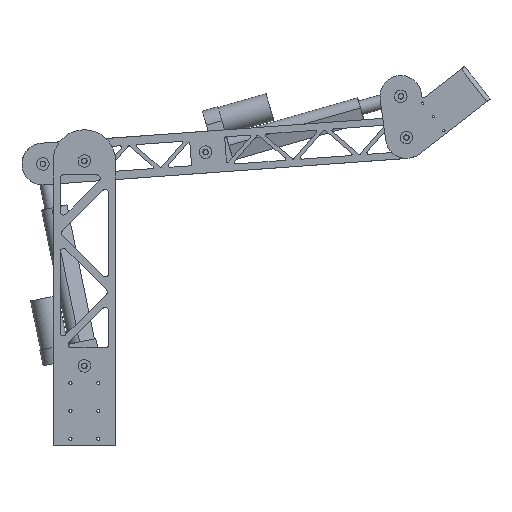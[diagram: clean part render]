
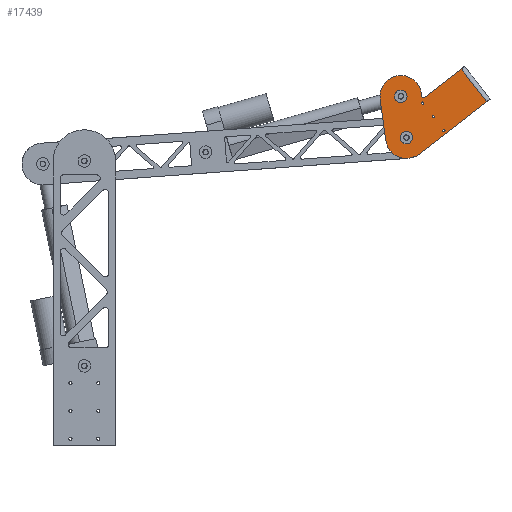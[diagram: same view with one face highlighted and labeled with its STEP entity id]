
A CAD part, left-side view. The second image highlights one B-rep face of the part: STEP entity #17439.
In plain terms, the highlighted face is planar.
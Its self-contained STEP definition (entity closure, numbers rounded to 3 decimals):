
#480=FACE_BOUND('',#2900,.T.);
#481=FACE_BOUND('',#2901,.T.);
#482=FACE_BOUND('',#2902,.T.);
#483=FACE_BOUND('',#2903,.T.);
#484=FACE_BOUND('',#2904,.T.);
#890=PLANE('',#19276);
#1731=FACE_OUTER_BOUND('',#2899,.T.);
#2899=EDGE_LOOP('',(#15918,#15919,#15920,#15921,#15922,#15923,#15924,#15925));
#2900=EDGE_LOOP('',(#15926));
#2901=EDGE_LOOP('',(#15927));
#2902=EDGE_LOOP('',(#15928));
#2903=EDGE_LOOP('',(#15929));
#2904=EDGE_LOOP('',(#15930));
#4512=LINE('',#29319,#6117);
#4532=LINE('',#29372,#6137);
#4538=LINE('',#29389,#6143);
#4539=LINE('',#29392,#6144);
#4540=LINE('',#29395,#6145);
#6117=VECTOR('',#24157,1000.);
#6137=VECTOR('',#24211,1000.);
#6143=VECTOR('',#24231,1000.);
#6144=VECTOR('',#24234,1000.);
#6145=VECTOR('',#24237,1000.);
#6997=CIRCLE('',#19207,1.6);
#6999=CIRCLE('',#19210,1.6);
#7001=CIRCLE('',#19213,1.6);
#7013=CIRCLE('',#19231,8.);
#7015=CIRCLE('',#19234,8.);
#7025=CIRCLE('',#19249,30.);
#7038=CIRCLE('',#19277,30.);
#7039=CIRCLE('',#19278,2.);
#8605=VERTEX_POINT('',#29210);
#8607=VERTEX_POINT('',#29216);
#8609=VERTEX_POINT('',#29222);
#8621=VERTEX_POINT('',#29258);
#8623=VERTEX_POINT('',#29264);
#8638=VERTEX_POINT('',#29301);
#8639=VERTEX_POINT('',#29303);
#8644=VERTEX_POINT('',#29316);
#8645=VERTEX_POINT('',#29318);
#8660=VERTEX_POINT('',#29367);
#8665=VERTEX_POINT('',#29388);
#8666=VERTEX_POINT('',#29391);
#8667=VERTEX_POINT('',#29393);
#11015=EDGE_CURVE('',#8605,#8605,#6997,.T.);
#11018=EDGE_CURVE('',#8607,#8607,#6999,.T.);
#11021=EDGE_CURVE('',#8609,#8609,#7001,.T.);
#11039=EDGE_CURVE('',#8621,#8621,#7013,.T.);
#11042=EDGE_CURVE('',#8623,#8623,#7015,.T.);
#11059=EDGE_CURVE('',#8639,#8638,#7025,.T.);
#11066=EDGE_CURVE('',#8644,#8645,#4512,.T.);
#11095=EDGE_CURVE('',#8645,#8660,#4532,.T.);
#11103=EDGE_CURVE('',#8638,#8665,#4538,.T.);
#11104=EDGE_CURVE('',#8665,#8660,#7038,.T.);
#11105=EDGE_CURVE('',#8666,#8644,#4539,.T.);
#11106=EDGE_CURVE('',#8666,#8667,#7039,.T.);
#11107=EDGE_CURVE('',#8667,#8639,#4540,.T.);
#15918=ORIENTED_EDGE('',*,*,#11103,.T.);
#15919=ORIENTED_EDGE('',*,*,#11104,.T.);
#15920=ORIENTED_EDGE('',*,*,#11095,.F.);
#15921=ORIENTED_EDGE('',*,*,#11066,.F.);
#15922=ORIENTED_EDGE('',*,*,#11105,.F.);
#15923=ORIENTED_EDGE('',*,*,#11106,.T.);
#15924=ORIENTED_EDGE('',*,*,#11107,.T.);
#15925=ORIENTED_EDGE('',*,*,#11059,.T.);
#15926=ORIENTED_EDGE('',*,*,#11015,.F.);
#15927=ORIENTED_EDGE('',*,*,#11018,.F.);
#15928=ORIENTED_EDGE('',*,*,#11021,.F.);
#15929=ORIENTED_EDGE('',*,*,#11039,.F.);
#15930=ORIENTED_EDGE('',*,*,#11042,.F.);
#17439=ADVANCED_FACE('',(#1731,#480,#481,#482,#483,#484),#890,.T.);
#19207=AXIS2_PLACEMENT_3D('',#29212,#24044,#24045);
#19210=AXIS2_PLACEMENT_3D('',#29218,#24051,#24052);
#19213=AXIS2_PLACEMENT_3D('',#29224,#24058,#24059);
#19231=AXIS2_PLACEMENT_3D('',#29260,#24100,#24101);
#19234=AXIS2_PLACEMENT_3D('',#29266,#24107,#24108);
#19249=AXIS2_PLACEMENT_3D('',#29304,#24144,#24145);
#19276=AXIS2_PLACEMENT_3D('',#29387,#24229,#24230);
#19277=AXIS2_PLACEMENT_3D('',#29390,#24232,#24233);
#19278=AXIS2_PLACEMENT_3D('',#29394,#24235,#24236);
#24044=DIRECTION('center_axis',(1.,0.,0.));
#24045=DIRECTION('ref_axis',(0.,0.,
-1.));
#24051=DIRECTION('center_axis',(1.,0.,0.));
#24052=DIRECTION('ref_axis',(0.,0.,
-1.));
#24058=DIRECTION('center_axis',(1.,0.,0.));
#24059=DIRECTION('ref_axis',(0.,0.,
-1.));
#24100=DIRECTION('center_axis',(1.,0.,0.));
#24101=DIRECTION('ref_axis',(0.,0.,-1.));
#24107=DIRECTION('center_axis',(1.,0.,0.));
#24108=DIRECTION('ref_axis',(0.,0.,-1.));
#24144=DIRECTION('center_axis',(1.,0.,0.));
#24145=DIRECTION('ref_axis',(0.,0.,-1.));
#24157=DIRECTION('',(0.,-1.,0.));
#24211=DIRECTION('',(0.,0.,1.));
#24229=DIRECTION('center_axis',(1.,0.,0.));
#24230=DIRECTION('ref_axis',(0.,0.,-1.));
#24231=DIRECTION('',(0.,-0.866,0.5));
#24232=DIRECTION('center_axis',(1.,0.,0.));
#24233=DIRECTION('ref_axis',(0.,0.,-1.));
#24234=DIRECTION('',(0.,0.,-1.));
#24235=DIRECTION('center_axis',(-1.,0.,0.));
#24236=DIRECTION('ref_axis',(0.,0.,-1.));
#24237=DIRECTION('',(0.,0.866,-0.5));
#29210=CARTESIAN_POINT('',(76.,5.,-118.4));
#29212=CARTESIAN_POINT('Origin',(76.,5.,-120.));
#29216=CARTESIAN_POINT('',(76.,55.,-118.4));
#29218=CARTESIAN_POINT('Origin',(76.,55.,-120.));
#29222=CARTESIAN_POINT('',(76.,30.,-118.4));
#29224=CARTESIAN_POINT('Origin',(76.,30.,-120.));
#29258=CARTESIAN_POINT('',(76.,30.,-63.));
#29260=CARTESIAN_POINT('Origin',(76.,30.,-71.));
#29264=CARTESIAN_POINT('',(76.,81.962,-93.));
#29266=CARTESIAN_POINT('Origin',(76.,81.962,-101.));
#29301=CARTESIAN_POINT('',(76.,96.962,-75.019));
#29303=CARTESIAN_POINT('',(76.,66.962,-126.981));
#29304=CARTESIAN_POINT('Origin',(76.,81.962,-101.));
#29316=CARTESIAN_POINT('',(76.,60.,-194.));
#29318=CARTESIAN_POINT('',(76.,0.,-194.));
#29319=CARTESIAN_POINT('',(76.,130.,-194.));
#29367=CARTESIAN_POINT('',(76.,0.,-71.));
#29372=CARTESIAN_POINT('',(76.,0.,-200.));
#29387=CARTESIAN_POINT('Origin',(76.,130.,-200.));
#29388=CARTESIAN_POINT('',(76.,45.,-45.019));
#29389=CARTESIAN_POINT('',(76.,175.859,-120.571));
#29390=CARTESIAN_POINT('Origin',(76.,30.,-71.));
#29391=CARTESIAN_POINT('',(76.,60.,-126.426));
#29392=CARTESIAN_POINT('',(76.,60.,-200.));
#29393=CARTESIAN_POINT('',(76.,63.,-124.694));
#29394=CARTESIAN_POINT('Origin',(76.,62.,-126.426));
#29395=CARTESIAN_POINT('',(76.,145.859,-172.532));
